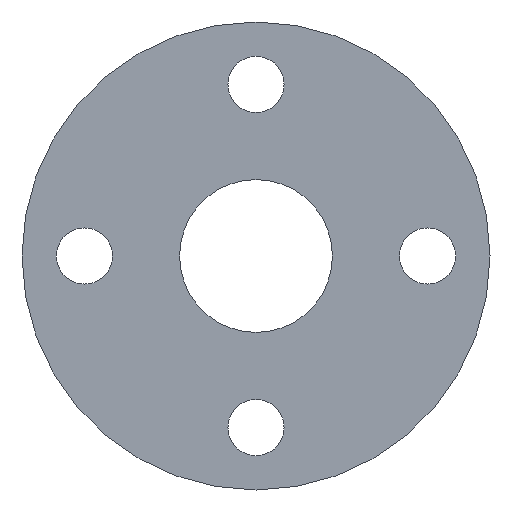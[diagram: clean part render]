
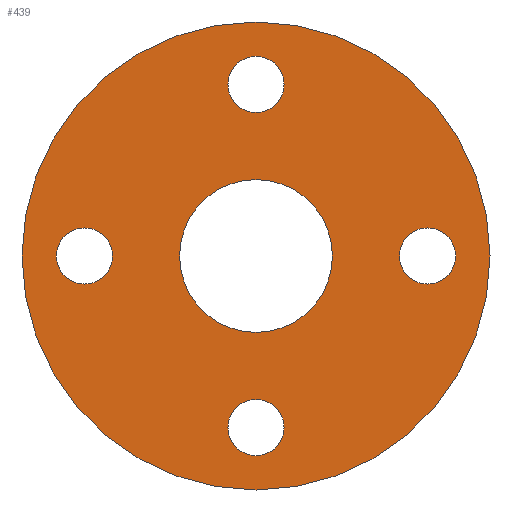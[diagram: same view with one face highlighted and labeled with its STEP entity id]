
A CAD part, front view. The second image highlights one B-rep face of the part: STEP entity #439.
In plain terms, the highlighted planar face has unit normal (0, -1, 0).
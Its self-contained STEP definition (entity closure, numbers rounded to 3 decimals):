
#1 = CARTESIAN_POINT ( 'NONE',  ( 0., 0., -55. ) ) ;
#6 = DIRECTION ( 'NONE',  ( 0., 0., 1. ) ) ;
#7 = ORIENTED_EDGE ( 'NONE', *, *, #50, .F. ) ;
#12 = EDGE_CURVE ( 'NONE', #226, #535, #474, .T. ) ;
#13 = VERTEX_POINT ( 'NONE', #144 ) ;
#14 = DIRECTION ( 'NONE',  ( 0., 0., -1. ) ) ;
#22 = CIRCLE ( 'NONE', #342, 24.5 ) ;
#25 = AXIS2_PLACEMENT_3D ( 'NONE', #148, #356, #181 ) ;
#28 = DIRECTION ( 'NONE',  ( 0., 0., -1. ) ) ;
#45 = DIRECTION ( 'NONE',  ( 0., 0., -1. ) ) ;
#50 = EDGE_CURVE ( 'NONE', #350, #182, #241, .T. ) ;
#59 = VERTEX_POINT ( 'NONE', #529 ) ;
#60 = DIRECTION ( 'NONE',  ( 0., 0., 1. ) ) ;
#65 = DIRECTION ( 'NONE',  ( 0., 1., 0. ) ) ;
#68 = EDGE_LOOP ( 'NONE', ( #216, #519 ) ) ;
#82 = VERTEX_POINT ( 'NONE', #491 ) ;
#83 = CARTESIAN_POINT ( 'NONE',  ( 0., 0., -55. ) ) ;
#90 = AXIS2_PLACEMENT_3D ( 'NONE', #215, #337, #14 ) ;
#97 = ORIENTED_EDGE ( 'NONE', *, *, #384, .F. ) ;
#101 = DIRECTION ( 'NONE',  ( 0., -1., 0. ) ) ;
#102 = VERTEX_POINT ( 'NONE', #454 ) ;
#106 = FACE_BOUND ( 'NONE', #68, .T. ) ;
#117 = CIRCLE ( 'NONE', #501, 9. ) ;
#118 = EDGE_CURVE ( 'NONE', #387, #102, #22, .T. ) ;
#119 = VERTEX_POINT ( 'NONE', #416 ) ;
#122 = ORIENTED_EDGE ( 'NONE', *, *, #467, .F. ) ;
#125 = DIRECTION ( 'NONE',  ( 0., 0., -1. ) ) ;
#126 = CARTESIAN_POINT ( 'NONE',  ( 0., 0., 0. ) ) ;
#127 = ORIENTED_EDGE ( 'NONE', *, *, #317, .F. ) ;
#132 = AXIS2_PLACEMENT_3D ( 'NONE', #526, #65, #319 ) ;
#142 = EDGE_LOOP ( 'NONE', ( #219, #127 ) ) ;
#144 = CARTESIAN_POINT ( 'NONE',  ( -55., 0., 9. ) ) ;
#148 = CARTESIAN_POINT ( 'NONE',  ( 0., 0., 75. ) ) ;
#156 = ORIENTED_EDGE ( 'NONE', *, *, #118, .T. ) ;
#157 = CARTESIAN_POINT ( 'NONE',  ( 0., 0., 75. ) ) ;
#162 = DIRECTION ( 'NONE',  ( 0., -1., 0. ) ) ;
#163 = ORIENTED_EDGE ( 'NONE', *, *, #12, .F. ) ;
#168 = DIRECTION ( 'NONE',  ( 0., 1., 0. ) ) ;
#174 = VERTEX_POINT ( 'NONE', #368 ) ;
#175 = CIRCLE ( 'NONE', #316, 9. ) ;
#176 = AXIS2_PLACEMENT_3D ( 'NONE', #126, #168, #6 ) ;
#181 = DIRECTION ( 'NONE',  ( 0., 0., -1. ) ) ;
#182 = VERTEX_POINT ( 'NONE', #539 ) ;
#183 = CARTESIAN_POINT ( 'NONE',  ( 55., 0., 0. ) ) ;
#184 = CARTESIAN_POINT ( 'NONE',  ( 0., 0., 55. ) ) ;
#186 = CIRCLE ( 'NONE', #176, 75. ) ;
#189 = FACE_BOUND ( 'NONE', #369, .T. ) ;
#197 = EDGE_LOOP ( 'NONE', ( #163, #122 ) ) ;
#206 = ORIENTED_EDGE ( 'NONE', *, *, #459, .T. ) ;
#209 = CARTESIAN_POINT ( 'NONE',  ( 0., 0., 55. ) ) ;
#213 = CIRCLE ( 'NONE', #325, 24.5 ) ;
#215 = CARTESIAN_POINT ( 'NONE',  ( -55., 0., 0. ) ) ;
#216 = ORIENTED_EDGE ( 'NONE', *, *, #412, .F. ) ;
#219 = ORIENTED_EDGE ( 'NONE', *, *, #487, .F. ) ;
#221 = CARTESIAN_POINT ( 'NONE',  ( 0., 0., 24.5 ) ) ;
#226 = VERTEX_POINT ( 'NONE', #417 ) ;
#228 = DIRECTION ( 'NONE',  ( 0., -1., 0. ) ) ;
#230 = VERTEX_POINT ( 'NONE', #157 ) ;
#233 = AXIS2_PLACEMENT_3D ( 'NONE', #83, #251, #45 ) ;
#234 = DIRECTION ( 'NONE',  ( 0., 1., 0. ) ) ;
#238 = FACE_BOUND ( 'NONE', #378, .T. ) ;
#241 = CIRCLE ( 'NONE', #500, 9. ) ;
#248 = AXIS2_PLACEMENT_3D ( 'NONE', #183, #450, #349 ) ;
#251 = DIRECTION ( 'NONE',  ( 0., -1., 0. ) ) ;
#263 = EDGE_CURVE ( 'NONE', #82, #59, #175, .T. ) ;
#287 = ORIENTED_EDGE ( 'NONE', *, *, #426, .F. ) ;
#299 = EDGE_LOOP ( 'NONE', ( #287, #7 ) ) ;
#300 = CIRCLE ( 'NONE', #248, 9. ) ;
#312 = DIRECTION ( 'NONE',  ( 0., -1., 0. ) ) ;
#316 = AXIS2_PLACEMENT_3D ( 'NONE', #1, #162, #329 ) ;
#317 = EDGE_CURVE ( 'NONE', #119, #230, #186, .T. ) ;
#319 = DIRECTION ( 'NONE',  ( 0., 0., 1. ) ) ;
#325 = AXIS2_PLACEMENT_3D ( 'NONE', #532, #234, #60 ) ;
#326 = DIRECTION ( 'NONE',  ( 0., 1., 0. ) ) ;
#329 = DIRECTION ( 'NONE',  ( 0., 0., -1. ) ) ;
#334 = CARTESIAN_POINT ( 'NONE',  ( -55., 0., 0. ) ) ;
#337 = DIRECTION ( 'NONE',  ( 0., -1., 0. ) ) ;
#342 = AXIS2_PLACEMENT_3D ( 'NONE', #496, #326, #456 ) ;
#349 = DIRECTION ( 'NONE',  ( 0., 0., -1. ) ) ;
#350 = VERTEX_POINT ( 'NONE', #512 ) ;
#351 = CARTESIAN_POINT ( 'NONE',  ( 55., 0., 9. ) ) ;
#353 = DIRECTION ( 'NONE',  ( 0., 0., -1. ) ) ;
#355 = CIRCLE ( 'NONE', #90, 9. ) ;
#356 = DIRECTION ( 'NONE',  ( 0., -1., 0. ) ) ;
#358 = PLANE ( 'NONE',  #25 ) ;
#368 = CARTESIAN_POINT ( 'NONE',  ( -55., 0., -9. ) ) ;
#369 = EDGE_LOOP ( 'NONE', ( #372, #97 ) ) ;
#372 = ORIENTED_EDGE ( 'NONE', *, *, #392, .F. ) ;
#373 = CIRCLE ( 'NONE', #132, 75. ) ;
#378 = EDGE_LOOP ( 'NONE', ( #156, #206 ) ) ;
#384 = EDGE_CURVE ( 'NONE', #13, #174, #401, .T. ) ;
#387 = VERTEX_POINT ( 'NONE', #221 ) ;
#392 = EDGE_CURVE ( 'NONE', #174, #13, #355, .T. ) ;
#397 = DIRECTION ( 'NONE',  ( 0., 0., -1. ) ) ;
#401 = CIRCLE ( 'NONE', #431, 9. ) ;
#402 = CIRCLE ( 'NONE', #233, 9. ) ;
#409 = FACE_BOUND ( 'NONE', #197, .T. ) ;
#412 = EDGE_CURVE ( 'NONE', #59, #82, #402, .T. ) ;
#416 = CARTESIAN_POINT ( 'NONE',  ( 0., 0., -75. ) ) ;
#417 = CARTESIAN_POINT ( 'NONE',  ( 55., 0., -9. ) ) ;
#426 = EDGE_CURVE ( 'NONE', #182, #350, #117, .T. ) ;
#431 = AXIS2_PLACEMENT_3D ( 'NONE', #334, #471, #125 ) ;
#439 = ADVANCED_FACE ( 'NONE', ( #409, #444, #189, #106, #238, #492 ), #358, .T. ) ;
#444 = FACE_BOUND ( 'NONE', #299, .T. ) ;
#450 = DIRECTION ( 'NONE',  ( 0., -1., 0. ) ) ;
#451 = CARTESIAN_POINT ( 'NONE',  ( 55., 0., 0. ) ) ;
#454 = CARTESIAN_POINT ( 'NONE',  ( 0., 0., -24.5 ) ) ;
#456 = DIRECTION ( 'NONE',  ( 0., 0., 1. ) ) ;
#459 = EDGE_CURVE ( 'NONE', #102, #387, #213, .T. ) ;
#467 = EDGE_CURVE ( 'NONE', #535, #226, #300, .T. ) ;
#471 = DIRECTION ( 'NONE',  ( 0., -1., 0. ) ) ;
#474 = CIRCLE ( 'NONE', #525, 9. ) ;
#487 = EDGE_CURVE ( 'NONE', #230, #119, #373, .T. ) ;
#491 = CARTESIAN_POINT ( 'NONE',  ( 0., 0., -46. ) ) ;
#492 = FACE_OUTER_BOUND ( 'NONE', #142, .T. ) ;
#496 = CARTESIAN_POINT ( 'NONE',  ( 0., 0., 0. ) ) ;
#500 = AXIS2_PLACEMENT_3D ( 'NONE', #184, #312, #28 ) ;
#501 = AXIS2_PLACEMENT_3D ( 'NONE', #209, #101, #397 ) ;
#512 = CARTESIAN_POINT ( 'NONE',  ( 0., 0., 64. ) ) ;
#519 = ORIENTED_EDGE ( 'NONE', *, *, #263, .F. ) ;
#525 = AXIS2_PLACEMENT_3D ( 'NONE', #451, #228, #353 ) ;
#526 = CARTESIAN_POINT ( 'NONE',  ( 0., 0., 0. ) ) ;
#529 = CARTESIAN_POINT ( 'NONE',  ( 0., 0., -64. ) ) ;
#532 = CARTESIAN_POINT ( 'NONE',  ( 0., 0., 0. ) ) ;
#535 = VERTEX_POINT ( 'NONE', #351 ) ;
#539 = CARTESIAN_POINT ( 'NONE',  ( 0., 0., 46. ) ) ;
